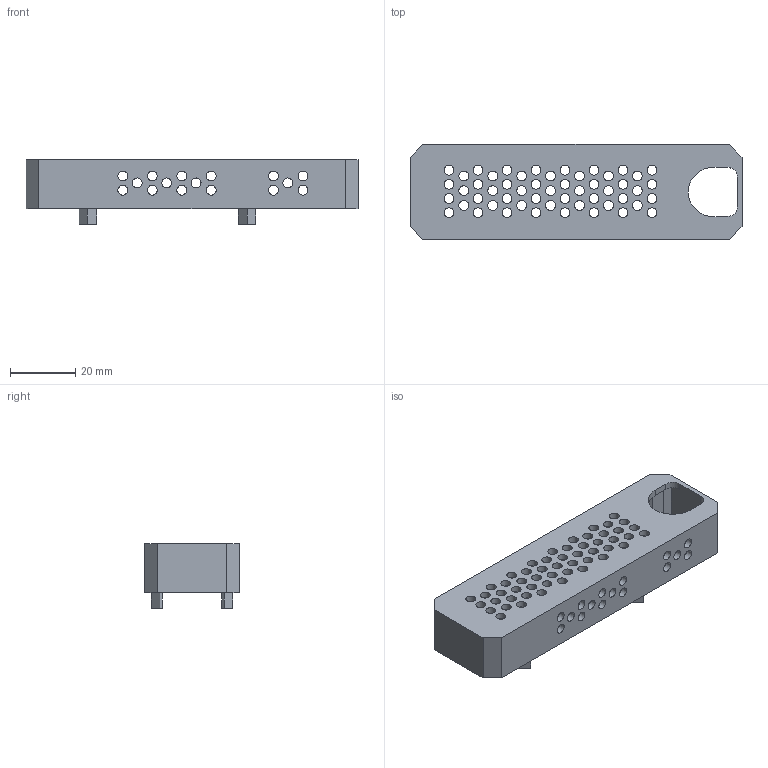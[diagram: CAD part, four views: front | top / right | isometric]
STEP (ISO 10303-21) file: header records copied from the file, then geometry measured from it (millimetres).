
FILE_DESCRIPTION(/* description */ (''),/* implementation_level */ '2;1');
FILE_NAME(/* name */ 'Bling_Case_Back_Short_V2.step',/* time_stamp */ '2023-12-03T08:00:58+11:00',/* author */ (''),/* organization */ (''),/* preprocessor_version */ 'ST-DEVELOPER v20',/* originating_system */ 'Autodesk Translation Framework v12.14.0.127',/* authorisation */ '');
FILE_SCHEMA (('AUTOMOTIVE_DESIGN { 1 0 10303 214 3 1 1 }'));
Length unit declared in the file: millimetre
Products named in the file (1): Bling_Case
Bounding box: 101.4 x 29 x 19.8 mm (x, y, z)
Volume: 13432.2 mm3; surface area: 13731.3 mm2
Topology: 1 solids, 1 shells, 164 faces, 470 edges, 312 vertices
Faces by surface type: cylinder 92, plane 72
Full cylindrical faces by diameter (mm): 3 x85, 3.5 x4
Entity records: 5820 total; most frequent: DIRECTION 984, CARTESIAN_POINT 947, ORIENTED_EDGE 940, EDGE_CURVE 470, AXIS2_PLACEMENT_3D 349, EDGE_LOOP 340, VERTEX_POINT 312, LINE 286
